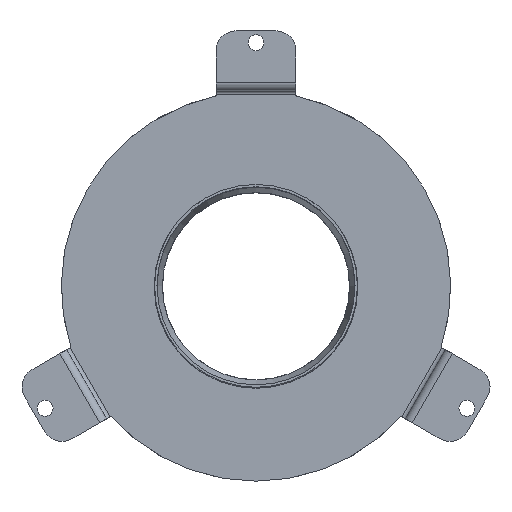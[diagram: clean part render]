
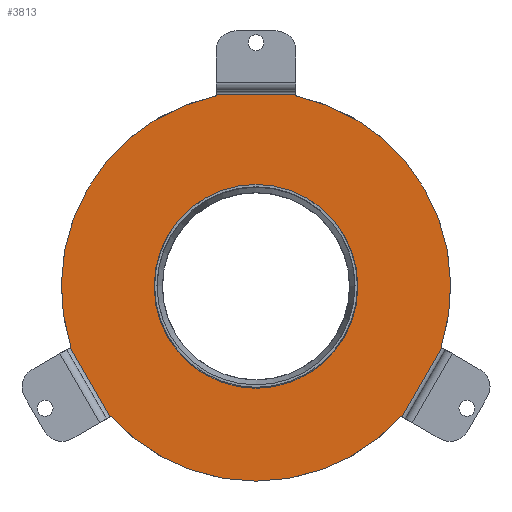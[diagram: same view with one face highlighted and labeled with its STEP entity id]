
A CAD part, top view. The second image highlights one B-rep face of the part: STEP entity #3813.
In plain terms, the highlighted planar face has unit normal (0, 0, 1).
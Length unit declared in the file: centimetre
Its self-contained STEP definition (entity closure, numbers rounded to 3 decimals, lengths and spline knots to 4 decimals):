
#125=FACE_BOUND('',#984,.T.);
#264=CIRCLE('',#4817,0.5);
#266=CIRCLE('',#4821,0.5);
#268=CIRCLE('',#4824,97.5);
#270=CIRCLE('',#4827,0.5);
#272=CIRCLE('',#4831,0.5);
#274=CIRCLE('',#4834,97.5);
#276=CIRCLE('',#4837,0.5);
#278=CIRCLE('',#4841,0.5);
#279=CIRCLE('',#4843,97.5);
#323=CIRCLE('',#4948,51.);
#463=PLANE('',#4947);
#702=FACE_OUTER_BOUND('',#983,.T.);
#983=EDGE_LOOP('',(#3468,#3469,#3470,#3471,#3472,#3473,#3474,#3475,#3476,
#3477,#3478,#3479,#3480,#3481,#3482,#3483,#3484,#3485));
#984=EDGE_LOOP('',(#3486));
#1421=VERTEX_POINT('',#8955);
#1422=VERTEX_POINT('',#8957);
#1424=VERTEX_POINT('',#8963);
#1427=VERTEX_POINT('',#8970);
#1428=VERTEX_POINT('',#8972);
#1430=VERTEX_POINT('',#8978);
#1432=VERTEX_POINT('',#8984);
#1434=VERTEX_POINT('',#8990);
#1437=VERTEX_POINT('',#8997);
#1438=VERTEX_POINT('',#8999);
#1440=VERTEX_POINT('',#9005);
#1442=VERTEX_POINT('',#9011);
#1444=VERTEX_POINT('',#9017);
#1447=VERTEX_POINT('',#9024);
#1448=VERTEX_POINT('',#9026);
#1514=VERTEX_POINT('',#9252);
#1517=VERTEX_POINT('',#9271);
#1520=VERTEX_POINT('',#9290);
#1521=VERTEX_POINT('',#9300);
#2012=EDGE_CURVE('',#1421,#1422,#264,.T.);
#2016=EDGE_CURVE('',#1424,#1421,#4081,.T.);
#2019=EDGE_CURVE('',#1427,#1428,#266,.T.);
#2023=EDGE_CURVE('',#1430,#1427,#268,.T.);
#2026=EDGE_CURVE('',#1432,#1430,#270,.T.);
#2029=EDGE_CURVE('',#1434,#1432,#4088,.T.);
#2032=EDGE_CURVE('',#1437,#1438,#272,.T.);
#2036=EDGE_CURVE('',#1440,#1437,#274,.T.);
#2039=EDGE_CURVE('',#1442,#1440,#276,.T.);
#2042=EDGE_CURVE('',#1444,#1442,#4095,.T.);
#2045=EDGE_CURVE('',#1447,#1448,#278,.T.);
#2047=EDGE_CURVE('',#1422,#1447,#279,.T.);
#2160=EDGE_CURVE('',#1434,#1514,#4175,.T.);
#2170=EDGE_CURVE('',#1424,#1517,#4181,.T.);
#2180=EDGE_CURVE('',#1444,#1520,#4187,.T.);
#2181=EDGE_CURVE('',#1438,#1514,#4188,.T.);
#2182=EDGE_CURVE('',#1448,#1520,#4189,.T.);
#2183=EDGE_CURVE('',#1428,#1517,#4190,.T.);
#2184=EDGE_CURVE('',#1521,#1521,#323,.T.);
#3468=ORIENTED_EDGE('',*,*,#2160,.T.);
#3469=ORIENTED_EDGE('',*,*,#2181,.F.);
#3470=ORIENTED_EDGE('',*,*,#2032,.F.);
#3471=ORIENTED_EDGE('',*,*,#2036,.F.);
#3472=ORIENTED_EDGE('',*,*,#2039,.F.);
#3473=ORIENTED_EDGE('',*,*,#2042,.F.);
#3474=ORIENTED_EDGE('',*,*,#2180,.T.);
#3475=ORIENTED_EDGE('',*,*,#2182,.F.);
#3476=ORIENTED_EDGE('',*,*,#2045,.F.);
#3477=ORIENTED_EDGE('',*,*,#2047,.F.);
#3478=ORIENTED_EDGE('',*,*,#2012,.F.);
#3479=ORIENTED_EDGE('',*,*,#2016,.F.);
#3480=ORIENTED_EDGE('',*,*,#2170,.T.);
#3481=ORIENTED_EDGE('',*,*,#2183,.F.);
#3482=ORIENTED_EDGE('',*,*,#2019,.F.);
#3483=ORIENTED_EDGE('',*,*,#2023,.F.);
#3484=ORIENTED_EDGE('',*,*,#2026,.F.);
#3485=ORIENTED_EDGE('',*,*,#2029,.F.);
#3486=ORIENTED_EDGE('',*,*,#2184,.T.);
#3813=ADVANCED_FACE('',(#702,#125),#463,.T.);
#4081=LINE('',#8965,#4442);
#4088=LINE('',#8992,#4449);
#4095=LINE('',#9019,#4456);
#4175=LINE('',#9257,#4536);
#4181=LINE('',#9276,#4542);
#4187=LINE('',#9295,#4548);
#4188=LINE('',#9297,#4549);
#4189=LINE('',#9298,#4550);
#4190=LINE('',#9299,#4551);
#4442=VECTOR('',#5728,10.);
#4449=VECTOR('',#5755,10.);
#4456=VECTOR('',#5782,10.);
#4536=VECTOR('',#6038,10.);
#4542=VECTOR('',#6064,10.);
#4548=VECTOR('',#6090,10.);
#4549=VECTOR('',#6093,10.);
#4550=VECTOR('',#6094,10.);
#4551=VECTOR('',#6095,10.);
#4817=AXIS2_PLACEMENT_3D('',#8958,#5721,#5722);
#4821=AXIS2_PLACEMENT_3D('',#8973,#5734,#5735);
#4824=AXIS2_PLACEMENT_3D('',#8980,#5742,#5743);
#4827=AXIS2_PLACEMENT_3D('',#8986,#5749,#5750);
#4831=AXIS2_PLACEMENT_3D('',#9000,#5761,#5762);
#4834=AXIS2_PLACEMENT_3D('',#9007,#5769,#5770);
#4837=AXIS2_PLACEMENT_3D('',#9013,#5776,#5777);
#4841=AXIS2_PLACEMENT_3D('',#9027,#5788,#5789);
#4843=AXIS2_PLACEMENT_3D('',#9030,#5793,#5794);
#4947=AXIS2_PLACEMENT_3D('',#9296,#6091,#6092);
#4948=AXIS2_PLACEMENT_3D('',#9301,#6096,#6097);
#5721=DIRECTION('center_axis',(0.,0.,
1.));
#5722=DIRECTION('ref_axis',(0.933,-0.359,0.));
#5728=DIRECTION('',(0.866,0.5,0.));
#5734=DIRECTION('center_axis',(0.,0.,
1.));
#5735=DIRECTION('ref_axis',(0.156,0.988,0.));
#5742=DIRECTION('center_axis',(0.,0.,
-1.));
#5743=DIRECTION('ref_axis',(0.745,0.667,0.));
#5749=DIRECTION('center_axis',(0.,0.,
1.));
#5750=DIRECTION('ref_axis',(-0.156,0.988,0.));
#5755=DIRECTION('',(-0.866,0.5,0.));
#5761=DIRECTION('center_axis',(0.,0.,
1.));
#5762=DIRECTION('ref_axis',(-0.933,-0.359,0.));
#5769=DIRECTION('center_axis',(0.,0.,
-1.));
#5770=DIRECTION('ref_axis',(-0.95,0.312,0.));
#5776=DIRECTION('center_axis',(0.,0.,
1.));
#5777=DIRECTION('ref_axis',(-0.778,-0.629,0.));
#5782=DIRECTION('',(0.,-1.,0.));
#5788=DIRECTION('center_axis',(0.,0.,
1.));
#5789=DIRECTION('ref_axis',(0.778,-0.629,0.));
#5793=DIRECTION('center_axis',(0.,0.,
-1.));
#5794=DIRECTION('ref_axis',(0.205,-0.979,0.));
#6038=DIRECTION('',(0.5,0.866,0.));
#6064=DIRECTION('',(0.5,-0.866,0.));
#6090=DIRECTION('',(-1.,0.,0.));
#6091=DIRECTION('center_axis',(0.,0.,
1.));
#6092=DIRECTION('ref_axis',(0.,-1.,0.));
#6093=DIRECTION('',(0.866,-0.5,0.));
#6094=DIRECTION('',(0.,1.,0.));
#6095=DIRECTION('',(-0.866,-0.5,0.));
#6096=DIRECTION('center_axis',(0.,0.,
-1.));
#6097=DIRECTION('ref_axis',(1.,0.,0.));
#8955=CARTESIAN_POINT('',(-92.9928,-30.5954,2.));
#8957=CARTESIAN_POINT('',(-92.7671,-30.0085,2.));
#8958=CARTESIAN_POINT('Origin',(-93.2428,-30.1624,2.));
#8963=CARTESIAN_POINT('',(-93.1384,-30.6795,2.));
#8965=CARTESIAN_POINT('',(-94.4375,-31.4295,2.));
#8970=CARTESIAN_POINT('',(-72.3717,-65.3344,2.));
#8972=CARTESIAN_POINT('',(-72.9928,-65.2365,2.));
#8973=CARTESIAN_POINT('Origin',(-72.7428,-65.6695,2.));
#8978=CARTESIAN_POINT('',(72.3717,-65.3344,2.));
#8980=CARTESIAN_POINT('Origin',(0.,0.,
2.));
#8984=CARTESIAN_POINT('',(72.9928,-65.2365,2.));
#8986=CARTESIAN_POINT('Origin',(72.7428,-65.6695,2.));
#8990=CARTESIAN_POINT('',(73.1384,-65.3205,2.));
#8992=CARTESIAN_POINT('',(74.4375,-66.0705,2.));
#8997=CARTESIAN_POINT('',(92.7671,-30.0085,2.));
#8999=CARTESIAN_POINT('',(92.9928,-30.5954,2.));
#9000=CARTESIAN_POINT('Origin',(93.2428,-30.1624,2.));
#9005=CARTESIAN_POINT('',(20.3954,95.3429,2.));
#9007=CARTESIAN_POINT('Origin',(0.,0.,
2.));
#9011=CARTESIAN_POINT('',(20.,95.8319,2.));
#9013=CARTESIAN_POINT('Origin',(20.5,95.8319,2.));
#9017=CARTESIAN_POINT('',(20.,96.,2.));
#9019=CARTESIAN_POINT('',(20.,97.5,2.));
#9024=CARTESIAN_POINT('',(-20.3954,95.3429,2.));
#9026=CARTESIAN_POINT('',(-20.,95.8319,2.));
#9027=CARTESIAN_POINT('Origin',(-20.5,95.8319,2.));
#9030=CARTESIAN_POINT('Origin',(0.,0.,
2.));
#9252=CARTESIAN_POINT('',(93.1384,-30.6795,2.));
#9257=CARTESIAN_POINT('',(88.1384,-39.3397,2.));
#9271=CARTESIAN_POINT('',(-73.1384,-65.3205,2.));
#9276=CARTESIAN_POINT('',(-78.1384,-56.6603,2.));
#9290=CARTESIAN_POINT('',(-20.,96.,2.));
#9295=CARTESIAN_POINT('',(-10.,96.,2.));
#9296=CARTESIAN_POINT('Origin',(0.,0.,
2.));
#9297=CARTESIAN_POINT('',(94.4375,-31.4295,2.));
#9298=CARTESIAN_POINT('',(-20.,97.5,2.));
#9299=CARTESIAN_POINT('',(-74.4375,-66.0705,2.));
#9300=CARTESIAN_POINT('',(-51.,0.,2.));
#9301=CARTESIAN_POINT('Origin',(0.,0.,
2.));
